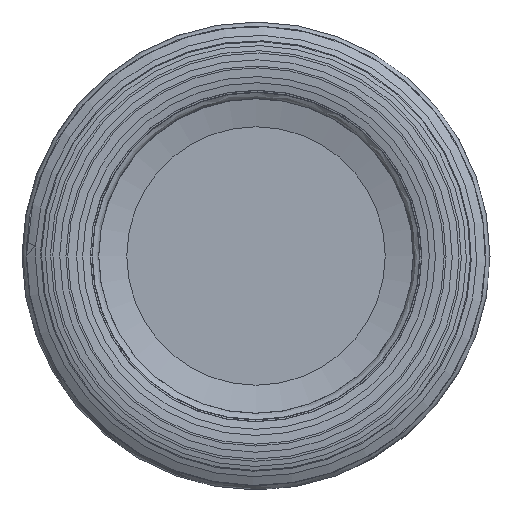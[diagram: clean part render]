
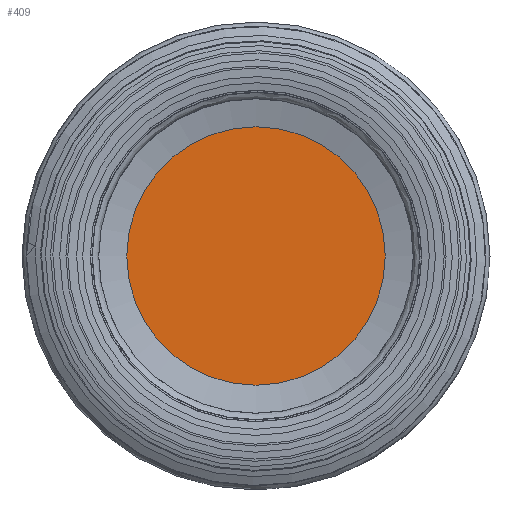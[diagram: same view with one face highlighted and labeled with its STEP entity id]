
A CAD part, left-side view. The second image highlights one B-rep face of the part: STEP entity #409.
In plain terms, the highlighted planar face has unit normal (-1, 0, 0).
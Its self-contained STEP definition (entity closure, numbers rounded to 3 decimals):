
#205=FACE_OUTER_BOUND('',#685,.T.);
#220=PLANE('',#1262);
#409=ADVANCED_FACE('',(#205),#220,.F.);
#685=EDGE_LOOP('',(#895));
#895=ORIENTED_EDGE('',*,*,#1091,.T.);
#986=VERTEX_POINT('',#3165);
#1091=EDGE_CURVE('',#986,#986,#1158,.T.);
#1158=CIRCLE('',#1260,10.53);
#1260=AXIS2_PLACEMENT_3D('',#3164,#1528,#1529);
#1262=AXIS2_PLACEMENT_3D('',#3167,#1532,#1533);
#1528=DIRECTION('',(-1.,0.,0.));
#1529=DIRECTION('',(0.,1.,0.));
#1532=DIRECTION('',(1.,0.,0.));
#1533=DIRECTION('',(0.,1.,0.));
#3164=CARTESIAN_POINT('',(1.655,0.,0.));
#3165=CARTESIAN_POINT('',(1.655,10.53,0.));
#3167=CARTESIAN_POINT('',(1.655,0.,0.));
